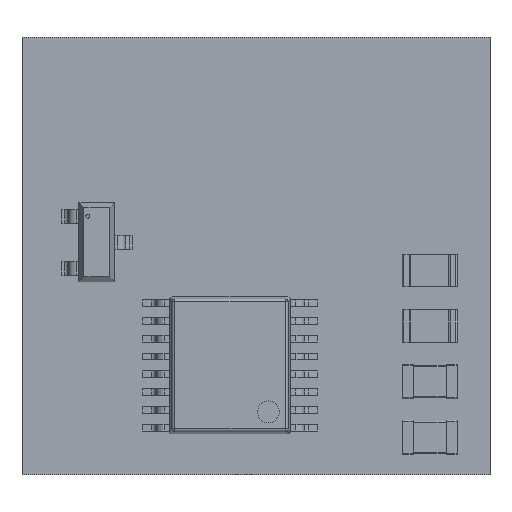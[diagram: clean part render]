
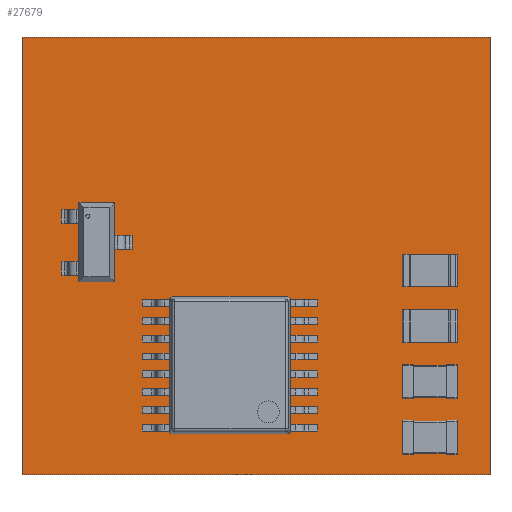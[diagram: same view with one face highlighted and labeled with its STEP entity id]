
A CAD part, top view. The second image highlights one B-rep face of the part: STEP entity #27679.
In plain terms, the highlighted planar face has unit normal (0, 0, 1).
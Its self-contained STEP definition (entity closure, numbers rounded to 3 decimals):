
#27365 = VERTEX_POINT('',#27366);
#27366 = CARTESIAN_POINT('',(17.115,-16.072,1.58));
#27373 = PLANE('',#27374);
#27374 = AXIS2_PLACEMENT_3D('',#27375,#27376,#27377);
#27375 = CARTESIAN_POINT('',(17.115,-16.072,0.));
#27376 = DIRECTION('',(0.,-1.,0.));
#27377 = DIRECTION('',(-1.,0.,0.));
#27385 = PLANE('',#27386);
#27386 = AXIS2_PLACEMENT_3D('',#27387,#27388,#27389);
#27387 = CARTESIAN_POINT('',(17.115,-0.072,0.));
#27388 = DIRECTION('',(1.,0.,-0.));
#27389 = DIRECTION('',(0.,-1.,0.));
#27397 = EDGE_CURVE('',#27365,#27398,#27400,.T.);
#27398 = VERTEX_POINT('',#27399);
#27399 = CARTESIAN_POINT('',(0.015,-16.072,1.58));
#27400 = SURFACE_CURVE('',#27401,(#27405,#27412),.PCURVE_S1.);
#27401 = LINE('',#27402,#27403);
#27402 = CARTESIAN_POINT('',(17.115,-16.072,1.58));
#27403 = VECTOR('',#27404,1.);
#27404 = DIRECTION('',(-1.,0.,0.));
#27405 = PCURVE('',#27373,#27406);
#27406 = DEFINITIONAL_REPRESENTATION('',(#27407),#27411);
#27407 = LINE('',#27408,#27409);
#27408 = CARTESIAN_POINT('',(0.,-1.58));
#27409 = VECTOR('',#27410,1.);
#27410 = DIRECTION('',(1.,0.));
#27411 = ( GEOMETRIC_REPRESENTATION_CONTEXT(2) 
PARAMETRIC_REPRESENTATION_CONTEXT() REPRESENTATION_CONTEXT('2D SPACE',''
  ) );
#27412 = PCURVE('',#27413,#27418);
#27413 = PLANE('',#27414);
#27414 = AXIS2_PLACEMENT_3D('',#27415,#27416,#27417);
#27415 = CARTESIAN_POINT('',(8.565,-8.072,1.58));
#27416 = DIRECTION('',(-0.,-0.,-1.));
#27417 = DIRECTION('',(-1.,0.,0.));
#27418 = DEFINITIONAL_REPRESENTATION('',(#27419),#27423);
#27419 = LINE('',#27420,#27421);
#27420 = CARTESIAN_POINT('',(-8.55,-8.));
#27421 = VECTOR('',#27422,1.);
#27422 = DIRECTION('',(1.,0.));
#27423 = ( GEOMETRIC_REPRESENTATION_CONTEXT(2) 
PARAMETRIC_REPRESENTATION_CONTEXT() REPRESENTATION_CONTEXT('2D SPACE',''
  ) );
#27441 = PLANE('',#27442);
#27442 = AXIS2_PLACEMENT_3D('',#27443,#27444,#27445);
#27443 = CARTESIAN_POINT('',(0.015,-16.072,0.));
#27444 = DIRECTION('',(-1.,0.,0.));
#27445 = DIRECTION('',(0.,1.,0.));
#27483 = EDGE_CURVE('',#27398,#27484,#27486,.T.);
#27484 = VERTEX_POINT('',#27485);
#27485 = CARTESIAN_POINT('',(0.015,-0.072,1.58));
#27486 = SURFACE_CURVE('',#27487,(#27491,#27498),.PCURVE_S1.);
#27487 = LINE('',#27488,#27489);
#27488 = CARTESIAN_POINT('',(0.015,-16.072,1.58));
#27489 = VECTOR('',#27490,1.);
#27490 = DIRECTION('',(0.,1.,0.));
#27491 = PCURVE('',#27441,#27492);
#27492 = DEFINITIONAL_REPRESENTATION('',(#27493),#27497);
#27493 = LINE('',#27494,#27495);
#27494 = CARTESIAN_POINT('',(0.,-1.58));
#27495 = VECTOR('',#27496,1.);
#27496 = DIRECTION('',(1.,0.));
#27497 = ( GEOMETRIC_REPRESENTATION_CONTEXT(2) 
PARAMETRIC_REPRESENTATION_CONTEXT() REPRESENTATION_CONTEXT('2D SPACE',''
  ) );
#27498 = PCURVE('',#27413,#27499);
#27499 = DEFINITIONAL_REPRESENTATION('',(#27500),#27504);
#27500 = LINE('',#27501,#27502);
#27501 = CARTESIAN_POINT('',(8.55,-8.));
#27502 = VECTOR('',#27503,1.);
#27503 = DIRECTION('',(0.,1.));
#27504 = ( GEOMETRIC_REPRESENTATION_CONTEXT(2) 
PARAMETRIC_REPRESENTATION_CONTEXT() REPRESENTATION_CONTEXT('2D SPACE',''
  ) );
#27522 = PLANE('',#27523);
#27523 = AXIS2_PLACEMENT_3D('',#27524,#27525,#27526);
#27524 = CARTESIAN_POINT('',(0.015,-0.072,0.));
#27525 = DIRECTION('',(0.,1.,0.));
#27526 = DIRECTION('',(1.,0.,0.));
#27559 = EDGE_CURVE('',#27484,#27560,#27562,.T.);
#27560 = VERTEX_POINT('',#27561);
#27561 = CARTESIAN_POINT('',(17.115,-0.072,1.58));
#27562 = SURFACE_CURVE('',#27563,(#27567,#27574),.PCURVE_S1.);
#27563 = LINE('',#27564,#27565);
#27564 = CARTESIAN_POINT('',(0.015,-0.072,1.58));
#27565 = VECTOR('',#27566,1.);
#27566 = DIRECTION('',(1.,0.,0.));
#27567 = PCURVE('',#27522,#27568);
#27568 = DEFINITIONAL_REPRESENTATION('',(#27569),#27573);
#27569 = LINE('',#27570,#27571);
#27570 = CARTESIAN_POINT('',(0.,-1.58));
#27571 = VECTOR('',#27572,1.);
#27572 = DIRECTION('',(1.,0.));
#27573 = ( GEOMETRIC_REPRESENTATION_CONTEXT(2) 
PARAMETRIC_REPRESENTATION_CONTEXT() REPRESENTATION_CONTEXT('2D SPACE',''
  ) );
#27574 = PCURVE('',#27413,#27575);
#27575 = DEFINITIONAL_REPRESENTATION('',(#27576),#27580);
#27576 = LINE('',#27577,#27578);
#27577 = CARTESIAN_POINT('',(8.55,8.));
#27578 = VECTOR('',#27579,1.);
#27579 = DIRECTION('',(-1.,0.));
#27580 = ( GEOMETRIC_REPRESENTATION_CONTEXT(2) 
PARAMETRIC_REPRESENTATION_CONTEXT() REPRESENTATION_CONTEXT('2D SPACE',''
  ) );
#27630 = EDGE_CURVE('',#27560,#27365,#27631,.T.);
#27631 = SURFACE_CURVE('',#27632,(#27636,#27643),.PCURVE_S1.);
#27632 = LINE('',#27633,#27634);
#27633 = CARTESIAN_POINT('',(17.115,-0.072,1.58));
#27634 = VECTOR('',#27635,1.);
#27635 = DIRECTION('',(0.,-1.,0.));
#27636 = PCURVE('',#27385,#27637);
#27637 = DEFINITIONAL_REPRESENTATION('',(#27638),#27642);
#27638 = LINE('',#27639,#27640);
#27639 = CARTESIAN_POINT('',(0.,-1.58));
#27640 = VECTOR('',#27641,1.);
#27641 = DIRECTION('',(1.,0.));
#27642 = ( GEOMETRIC_REPRESENTATION_CONTEXT(2) 
PARAMETRIC_REPRESENTATION_CONTEXT() REPRESENTATION_CONTEXT('2D SPACE',''
  ) );
#27643 = PCURVE('',#27413,#27644);
#27644 = DEFINITIONAL_REPRESENTATION('',(#27645),#27649);
#27645 = LINE('',#27646,#27647);
#27646 = CARTESIAN_POINT('',(-8.55,8.));
#27647 = VECTOR('',#27648,1.);
#27648 = DIRECTION('',(0.,-1.));
#27649 = ( GEOMETRIC_REPRESENTATION_CONTEXT(2) 
PARAMETRIC_REPRESENTATION_CONTEXT() REPRESENTATION_CONTEXT('2D SPACE',''
  ) );
#27679 = ADVANCED_FACE('',(#27680),#27413,.F.);
#27680 = FACE_BOUND('',#27681,.F.);
#27681 = EDGE_LOOP('',(#27682,#27683,#27684,#27685));
#27682 = ORIENTED_EDGE('',*,*,#27397,.T.);
#27683 = ORIENTED_EDGE('',*,*,#27483,.T.);
#27684 = ORIENTED_EDGE('',*,*,#27559,.T.);
#27685 = ORIENTED_EDGE('',*,*,#27630,.T.);
